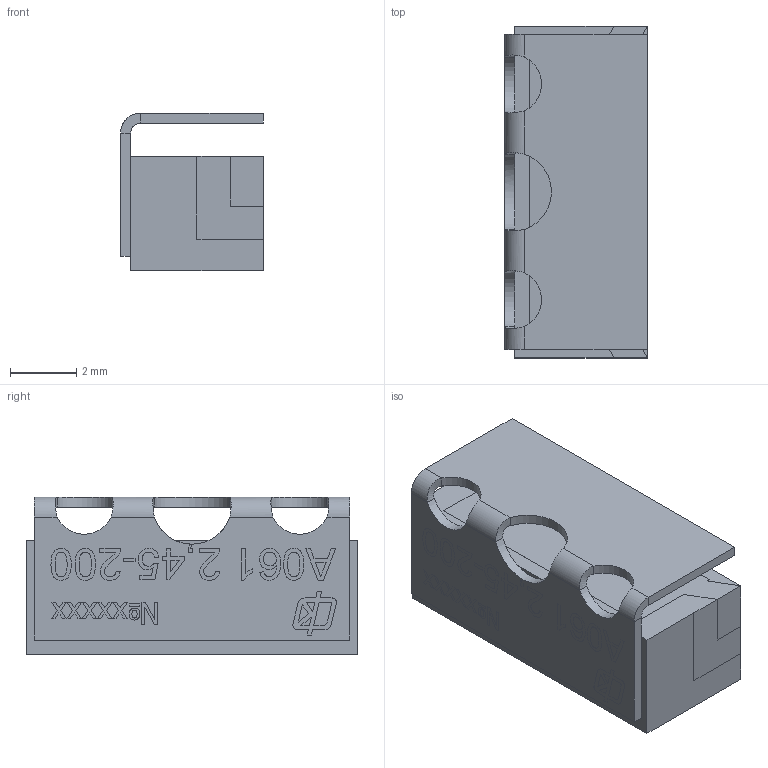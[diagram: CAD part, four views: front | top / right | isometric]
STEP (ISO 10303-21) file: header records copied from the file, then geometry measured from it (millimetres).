
FILE_DESCRIPTION(('STEP AP203'), '1');
FILE_NAME('ÍØÁÀ.434834.001-03.01_Ôèëüòð ÔÊÏ1-201-03-2,45-200', '', ('UNSPECIFIED'), ('UNSPECIFIED'), 'ASCON STEP Converter 1.6', 'ASCON Math Kernel', '');
FILE_SCHEMA(('CONFIG_CONTROL_DESIGN'));
Length unit declared in the file: millimetre
Products named in the file (1): НШБА.434834.001-03.01_Фильтр ФКП1-201-03-2,45-200
Bounding box: 4.3 x 10 x 4.75 mm (x, y, z)
Volume: 158.4 mm3; surface area: 271.6 mm2
Topology: 1 solids, 1 shells, 368 faces, 982 edges, 641 vertices
Faces by surface type: plane 244, bspline 102, cylinder 22
Entity records: 24094 total; most frequent: CARTESIAN_POINT 12789, ORIENTED_EDGE 1964, DIRECTION 1261, EDGE_CURVE 982, LINE 655, VECTOR 655, VERTEX_POINT 641, FACE_BOUND 399
